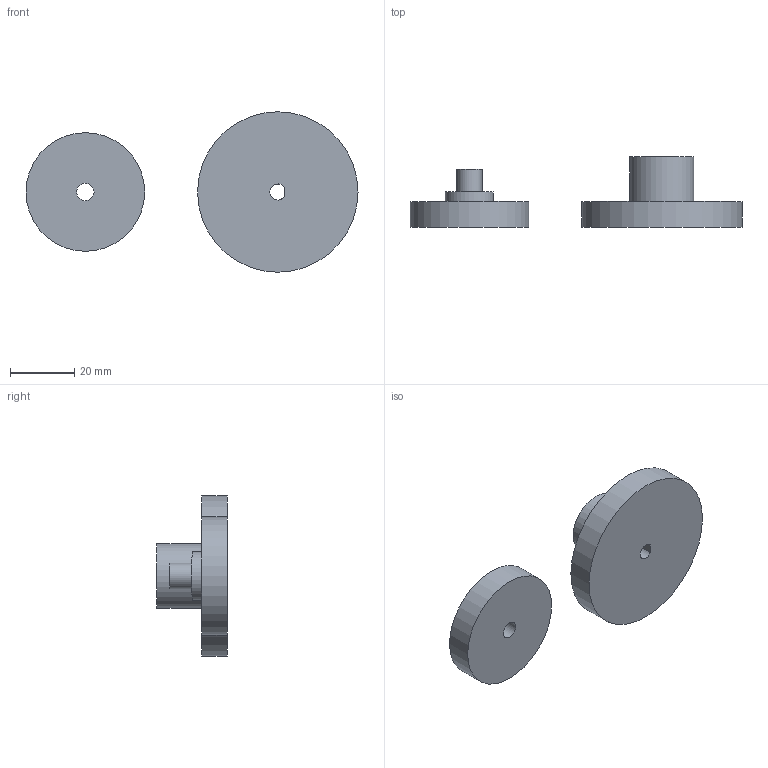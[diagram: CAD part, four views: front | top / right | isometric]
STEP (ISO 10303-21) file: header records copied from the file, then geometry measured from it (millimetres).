
FILE_DESCRIPTION(/* description */ ('STEP AP242','CAx-IF Rec.Pracs.---Representation and Presentation of Product Manufacturing Information (PMI)---4.0---2014-10-13','CAx-IF Rec.Pracs.---3D Tessellated Geometry---0.4---2014-09-14','2;1'),/* implementation_level */ '2;1');
FILE_NAME(/* name */ '687444be3ccb6525732b7c72',/* time_stamp */ '2025-07-13T23:43:58Z',/* author */ (''),/* organization */ (''),/* preprocessor_version */ 'ST-DEVELOPER v20',/* originating_system */ 'ONSHAPE BY PTC INC, 1.200',/* authorisation */ ' ');
FILE_SCHEMA (('AP242_MANAGED_MODEL_BASED_3D_ENGINEERING_MIM_LF { 1 0 10303 442 1 1 4 }'));
Length unit declared in the file: metre
Products named in the file (2): Part 1; Part 2
Bounding box: 103.5 x 22 x 50 mm (x, y, z)
Volume: 28764.6 mm3; surface area: 10024.8 mm2
Topology: 2 solids, 2 shells, 16 faces, 27 edges, 18 vertices
Faces by surface type: plane 9, cylinder 7
Full cylindrical faces by diameter (mm): 5 x1, 5.4 x1, 8 x1, 15 x1, 20 x1, 37 x1, 50 x1
Entity records: 397 total; most frequent: DIRECTION 70, CARTESIAN_POINT 54, ORIENTED_EDGE 38, AXIS2_PLACEMENT_3D 33, EDGE_LOOP 30, FACE_BOUND 30, EDGE_CURVE 19, VERTEX_POINT 17
